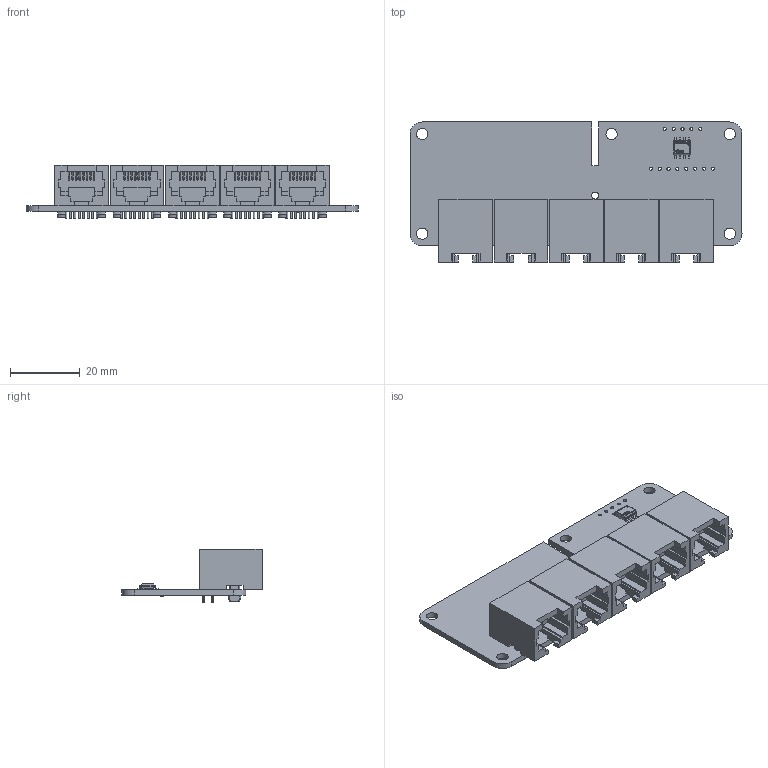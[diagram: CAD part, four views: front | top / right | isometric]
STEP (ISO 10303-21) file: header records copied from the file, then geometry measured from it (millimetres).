
FILE_DESCRIPTION(('Open CASCADE Model'),'2;1');
FILE_NAME('Open CASCADE Shape Model','2022-10-25T10:58:06',('Author'),( 'Open CASCADE'),'Open CASCADE STEP processor 6.8','Open CASCADE 6.8' ,'Unknown');
FILE_SCHEMA(('AUTOMOTIVE_DESIGN { 1 0 10303 214 1 1 1 1 }'));
Length unit declared in the file: millimetre
Products named in the file (42): PCB; Board; K1; s54601-908wplf; K2; K3; K4; K5; R1; 910239456; Extruded; 910239584; 910229728; 910239712; 910239840; 910239968; 910230496; 910230624; 910230752; 910230880; 910240096; 910232672; 910240224; 910240352; U1; IC_Maxim_MAX772ESA_eec; 1; 2; Maxim_Integrated_Logo_1
Assembly tree (46 placements, depth 4):
  PCB
    Board
    K1
      s54601-908wplf
    K2
      s54601-908wplf
    K3
      s54601-908wplf
    K4
      s54601-908wplf
    K5
      s54601-908wplf
    R1
      910239456
        Extruded
      910239584
        Extruded
      910229728
        Extruded
      910239712
        Extruded
      910239840
        Extruded
      910239968
        Extruded
      910230496  x2
        Extruded
      910230624
        Extruded
      910230752
        Extruded
      910230880
        Extruded
      910240096
        Extruded
      910232672
        Extruded
      910240224
        Extruded
      910240352
        Extruded
    U1
      IC_Maxim_MAX772ESA_eec
        1
        2
        Maxim_Integrated_Logo_1
Bounding box: 95 x 40.11 x 15.25 mm (x, y, z)
Volume: 14877.9 mm3; surface area: 17946.9 mm2
Topology: 48 solids, 48 shells, 1497 faces, 4012 edges, 2661 vertices
Faces by surface type: plane 961, cylinder 330, bspline 115, torus 41, cone 40, sphere 10
Full cylindrical faces by diameter (mm): 0.324 x1, 0.696 x1, 0.8 x40, 0.9 x13, 2 x1, 3.2 x5, 3.25 x10
Entity records: 32274 total; most frequent: CARTESIAN_POINT 7445, ORIENTED_EDGE 5136, DIRECTION 4406, EDGE_CURVE 2568, LINE 1942, VECTOR 1942, VERTEX_POINT 1701, AXIS2_PLACEMENT_3D 1232
